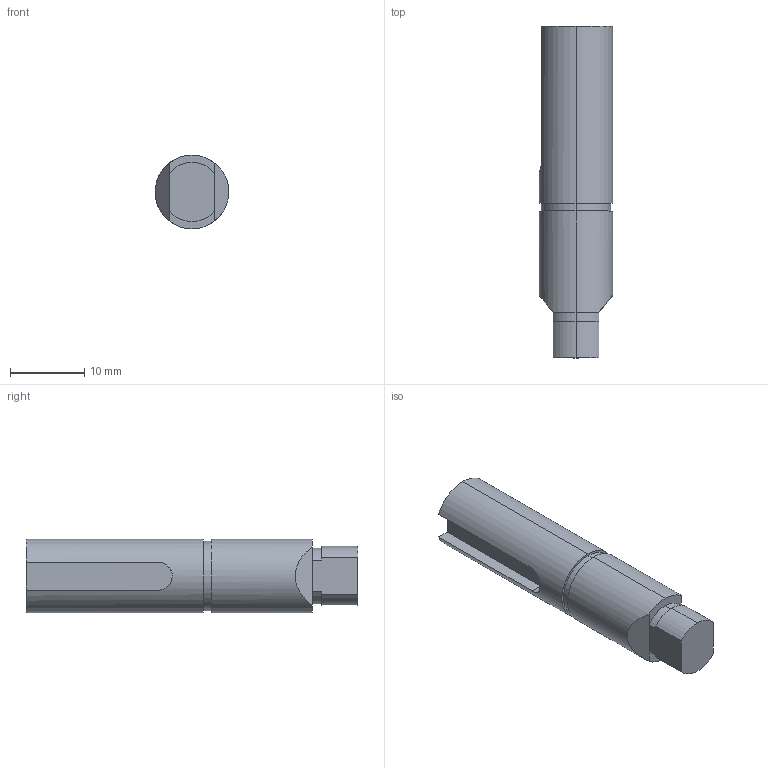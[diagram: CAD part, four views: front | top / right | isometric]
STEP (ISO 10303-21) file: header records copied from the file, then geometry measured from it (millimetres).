
FILE_DESCRIPTION (( 'STEP AP214' ), '1' );
FILE_NAME ('AM-2523 PG Gearmotor Shaft.STEP', '2014-08-14T15:41:24', ( '' ), ( '' ), 'SwSTEP 2.0', 'SolidWorks 2014', '' );
FILE_SCHEMA (( 'AUTOMOTIVE_DESIGN' ));
Length unit declared in the file: inch
Products named in the file (1): AM-2523 PG Gearmotor Shaft
Bounding box: 9.93 x 44.75 x 9.93 mm (x, y, z)
Volume: 3089 mm3; surface area: 1574.7 mm2
Topology: 1 solids, 1 shells, 28 faces, 68 edges, 44 vertices
Faces by surface type: plane 15, cylinder 13
Entity records: 895 total; most frequent: CARTESIAN_POINT 176, DIRECTION 151, ORIENTED_EDGE 136, EDGE_CURVE 68, AXIS2_PLACEMENT_3D 57, VERTEX_POINT 44, LINE 37, VECTOR 37
